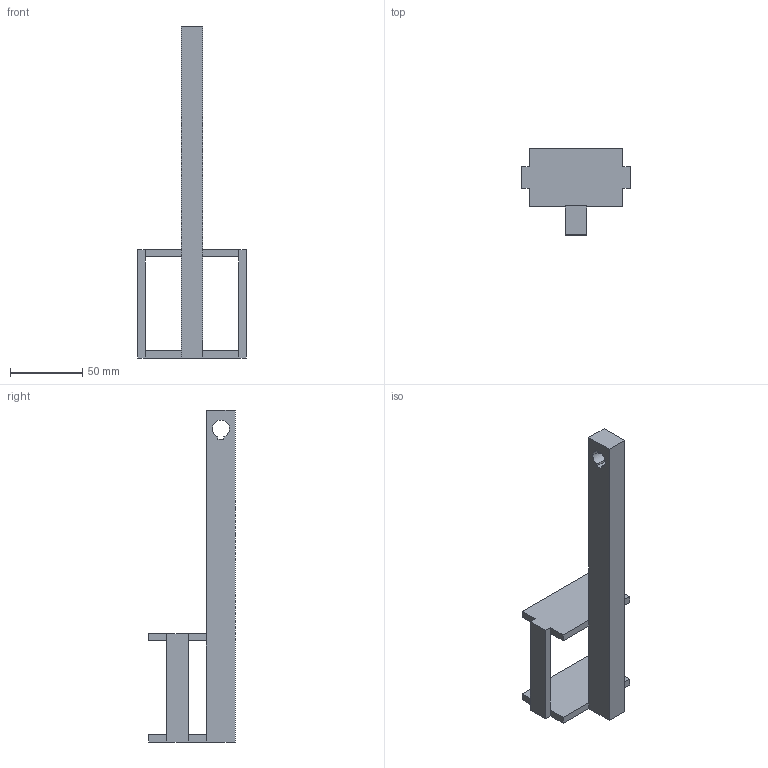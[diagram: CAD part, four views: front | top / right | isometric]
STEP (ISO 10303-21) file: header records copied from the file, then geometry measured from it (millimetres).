
FILE_DESCRIPTION (( 'STEP AP203' ), '1' );
FILE_NAME ('Arm_Default_sldprt.STEP', '2021-07-20T03:32:53', ( '' ), ( '' ), 'SwSTEP 2.0', 'SolidWorks 2019', '' );
FILE_SCHEMA (( 'CONFIG_CONTROL_DESIGN' ));
Length unit declared in the file: millimetre
Products named in the file (1): Arm_Default_sldprt
Bounding box: 75 x 60 x 230 mm (x, y, z)
Volume: 104426.8 mm3; surface area: 35000 mm2
Topology: 1 solids, 1 shells, 40 faces, 115 edges, 72 vertices
Faces by surface type: plane 35, cylinder 5
Entity records: 1420 total; most frequent: CARTESIAN_POINT 288, ORIENTED_EDGE 230, DIRECTION 201, EDGE_CURVE 115, VECTOR 103, LINE 103, VERTEX_POINT 72, AXIS2_PLACEMENT_3D 49
